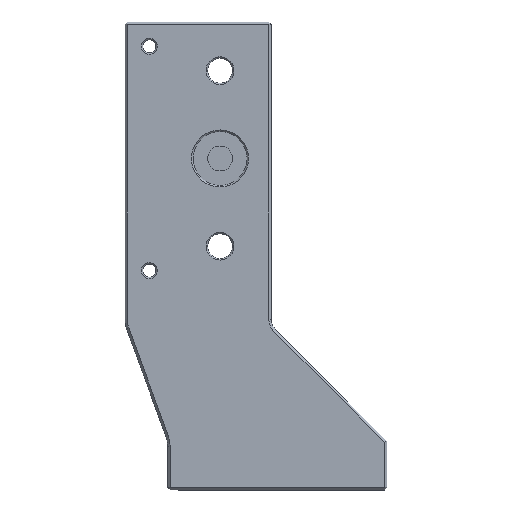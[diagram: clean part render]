
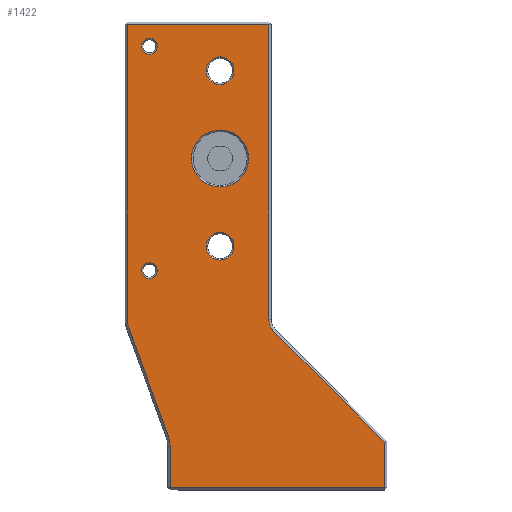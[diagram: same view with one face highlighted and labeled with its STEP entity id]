
A CAD part, top view. The second image highlights one B-rep face of the part: STEP entity #1422.
In plain terms, the highlighted planar face has unit normal (0, 0, 1).
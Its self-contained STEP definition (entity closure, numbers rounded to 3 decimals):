
#698 = VERTEX_POINT('',#699);
#699 = CARTESIAN_POINT('',(-20.5,17.876,20.));
#707 = VERTEX_POINT('',#708);
#708 = CARTESIAN_POINT('',(-20.5,1.,20.));
#714 = EDGE_CURVE('',#698,#707,#715,.T.);
#715 = LINE('',#716,#717);
#716 = CARTESIAN_POINT('',(-20.5,17.876,20.));
#717 = VECTOR('',#718,1.);
#718 = DIRECTION('',(0.,-1.,0.));
#1346 = VERTEX_POINT('',#1347);
#1347 = CARTESIAN_POINT('',(-21.29,22.339,20.));
#1355 = EDGE_CURVE('',#1346,#698,#1356,.T.);
#1356 = CIRCLE('',#1357,13.);
#1357 = AXIS2_PLACEMENT_3D('',#1358,#1359,#1360);
#1358 = CARTESIAN_POINT('',(-33.5,17.876,20.));
#1359 = DIRECTION('',(0.,0.,-1.));
#1360 = DIRECTION('',(0.939,0.343,0.));
#1422 = ADVANCED_FACE('',(#1423,#1434,#1510,#1521,#1532,#1543),#1554,.T.
  );
#1423 = FACE_BOUND('',#1424,.T.);
#1424 = EDGE_LOOP('',(#1425));
#1425 = ORIENTED_EDGE('',*,*,#1426,.F.);
#1426 = EDGE_CURVE('',#1427,#1427,#1429,.T.);
#1427 = VERTEX_POINT('',#1428);
#1428 = CARTESIAN_POINT('',(5.7,172.,20.));
#1429 = CIRCLE('',#1430,5.7);
#1430 = AXIS2_PLACEMENT_3D('',#1431,#1432,#1433);
#1431 = CARTESIAN_POINT('',(0.,172.,20.));
#1432 = DIRECTION('',(0.,0.,1.));
#1433 = DIRECTION('',(1.,0.,0.));
#1434 = FACE_BOUND('',#1435,.T.);
#1435 = EDGE_LOOP('',(#1436,#1444,#1452,#1460,#1469,#1477,#1485,#1493,
    #1502,#1508,#1509));
#1436 = ORIENTED_EDGE('',*,*,#1437,.T.);
#1437 = EDGE_CURVE('',#707,#1438,#1440,.T.);
#1438 = VERTEX_POINT('',#1439);
#1439 = CARTESIAN_POINT('',(67.5,1.,20.));
#1440 = LINE('',#1441,#1442);
#1441 = CARTESIAN_POINT('',(-21.5,1.,20.));
#1442 = VECTOR('',#1443,1.);
#1443 = DIRECTION('',(1.,0.,0.));
#1444 = ORIENTED_EDGE('',*,*,#1445,.T.);
#1445 = EDGE_CURVE('',#1438,#1446,#1448,.T.);
#1446 = VERTEX_POINT('',#1447);
#1447 = CARTESIAN_POINT('',(67.5,19.586,20.));
#1448 = LINE('',#1449,#1450);
#1449 = CARTESIAN_POINT('',(67.5,0.,20.));
#1450 = VECTOR('',#1451,1.);
#1451 = DIRECTION('',(0.,1.,0.));
#1452 = ORIENTED_EDGE('',*,*,#1453,.T.);
#1453 = EDGE_CURVE('',#1446,#1454,#1456,.T.);
#1454 = VERTEX_POINT('',#1455);
#1455 = CARTESIAN_POINT('',(22.049,65.051,20.));
#1456 = LINE('',#1457,#1458);
#1457 = CARTESIAN_POINT('',(67.793,19.293,20.));
#1458 = VECTOR('',#1459,1.);
#1459 = DIRECTION('',(-0.707,0.707,0.));
#1460 = ORIENTED_EDGE('',*,*,#1461,.T.);
#1461 = EDGE_CURVE('',#1454,#1462,#1464,.T.);
#1462 = VERTEX_POINT('',#1463);
#1463 = CARTESIAN_POINT('',(20.,70.,20.));
#1464 = CIRCLE('',#1465,7.);
#1465 = AXIS2_PLACEMENT_3D('',#1466,#1467,#1468);
#1466 = CARTESIAN_POINT('',(27.,70.,20.));
#1467 = DIRECTION('',(-0.,0.,-1.));
#1468 = DIRECTION('',(-0.707,-0.707,0.));
#1469 = ORIENTED_EDGE('',*,*,#1470,.T.);
#1470 = EDGE_CURVE('',#1462,#1471,#1473,.T.);
#1471 = VERTEX_POINT('',#1472);
#1472 = CARTESIAN_POINT('',(20.,191.,20.));
#1473 = LINE('',#1474,#1475);
#1474 = CARTESIAN_POINT('',(20.,70.,20.));
#1475 = VECTOR('',#1476,1.);
#1476 = DIRECTION('',(0.,1.,0.));
#1477 = ORIENTED_EDGE('',*,*,#1478,.T.);
#1478 = EDGE_CURVE('',#1471,#1479,#1481,.T.);
#1479 = VERTEX_POINT('',#1480);
#1480 = CARTESIAN_POINT('',(-38.,191.,20.));
#1481 = LINE('',#1482,#1483);
#1482 = CARTESIAN_POINT('',(21.,191.,20.));
#1483 = VECTOR('',#1484,1.);
#1484 = DIRECTION('',(-1.,0.,0.));
#1485 = ORIENTED_EDGE('',*,*,#1486,.T.);
#1486 = EDGE_CURVE('',#1479,#1487,#1489,.T.);
#1487 = VERTEX_POINT('',#1488);
#1488 = CARTESIAN_POINT('',(-38.,70.,20.));
#1489 = LINE('',#1490,#1491);
#1490 = CARTESIAN_POINT('',(-38.,192.,20.));
#1491 = VECTOR('',#1492,1.);
#1492 = DIRECTION('',(0.,-1.,0.));
#1493 = ORIENTED_EDGE('',*,*,#1494,.T.);
#1494 = EDGE_CURVE('',#1487,#1495,#1497,.T.);
#1495 = VERTEX_POINT('',#1496);
#1496 = CARTESIAN_POINT('',(-37.331,66.224,20.));
#1497 = CIRCLE('',#1498,11.);
#1498 = AXIS2_PLACEMENT_3D('',#1499,#1500,#1501);
#1499 = CARTESIAN_POINT('',(-27.,70.,20.));
#1500 = DIRECTION('',(0.,0.,1.));
#1501 = DIRECTION('',(-1.,0.,0.));
#1502 = ORIENTED_EDGE('',*,*,#1503,.T.);
#1503 = EDGE_CURVE('',#1495,#1346,#1504,.T.);
#1504 = LINE('',#1505,#1506);
#1505 = CARTESIAN_POINT('',(-37.331,66.224,20.));
#1506 = VECTOR('',#1507,1.);
#1507 = DIRECTION('',(0.343,-0.939,0.));
#1508 = ORIENTED_EDGE('',*,*,#1355,.T.);
#1509 = ORIENTED_EDGE('',*,*,#714,.T.);
#1510 = FACE_BOUND('',#1511,.T.);
#1511 = EDGE_LOOP('',(#1512));
#1512 = ORIENTED_EDGE('',*,*,#1513,.F.);
#1513 = EDGE_CURVE('',#1514,#1514,#1516,.T.);
#1514 = VERTEX_POINT('',#1515);
#1515 = CARTESIAN_POINT('',(-32.3,182.,20.));
#1516 = CIRCLE('',#1517,3.3);
#1517 = AXIS2_PLACEMENT_3D('',#1518,#1519,#1520);
#1518 = CARTESIAN_POINT('',(-29.,182.,20.));
#1519 = DIRECTION('',(0.,0.,1.));
#1520 = DIRECTION('',(-1.,0.,0.));
#1521 = FACE_BOUND('',#1522,.T.);
#1522 = EDGE_LOOP('',(#1523));
#1523 = ORIENTED_EDGE('',*,*,#1524,.F.);
#1524 = EDGE_CURVE('',#1525,#1525,#1527,.T.);
#1525 = VERTEX_POINT('',#1526);
#1526 = CARTESIAN_POINT('',(-32.3,90.,20.));
#1527 = CIRCLE('',#1528,3.3);
#1528 = AXIS2_PLACEMENT_3D('',#1529,#1530,#1531);
#1529 = CARTESIAN_POINT('',(-29.,90.,20.));
#1530 = DIRECTION('',(0.,0.,1.));
#1531 = DIRECTION('',(-1.,0.,0.));
#1532 = FACE_BOUND('',#1533,.T.);
#1533 = EDGE_LOOP('',(#1534));
#1534 = ORIENTED_EDGE('',*,*,#1535,.F.);
#1535 = EDGE_CURVE('',#1536,#1536,#1538,.T.);
#1536 = VERTEX_POINT('',#1537);
#1537 = CARTESIAN_POINT('',(5.7,100.,20.));
#1538 = CIRCLE('',#1539,5.7);
#1539 = AXIS2_PLACEMENT_3D('',#1540,#1541,#1542);
#1540 = CARTESIAN_POINT('',(0.,100.,20.));
#1541 = DIRECTION('',(0.,0.,1.));
#1542 = DIRECTION('',(1.,0.,0.));
#1543 = FACE_BOUND('',#1544,.T.);
#1544 = EDGE_LOOP('',(#1545));
#1545 = ORIENTED_EDGE('',*,*,#1546,.F.);
#1546 = EDGE_CURVE('',#1547,#1547,#1549,.T.);
#1547 = VERTEX_POINT('',#1548);
#1548 = CARTESIAN_POINT('',(11.7,136.,20.));
#1549 = CIRCLE('',#1550,11.7);
#1550 = AXIS2_PLACEMENT_3D('',#1551,#1552,#1553);
#1551 = CARTESIAN_POINT('',(0.,136.,20.));
#1552 = DIRECTION('',(0.,0.,1.));
#1553 = DIRECTION('',(1.,0.,0.));
#1554 = PLANE('',#1555);
#1555 = AXIS2_PLACEMENT_3D('',#1556,#1557,#1558);
#1556 = CARTESIAN_POINT('',(3.147,88.71,20.));
#1557 = DIRECTION('',(0.,0.,1.));
#1558 = DIRECTION('',(1.,0.,0.));
